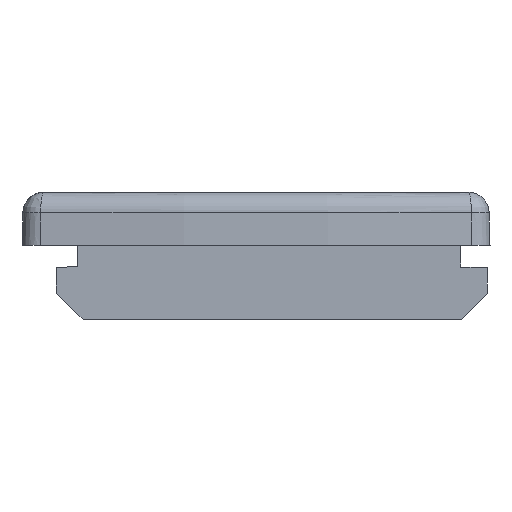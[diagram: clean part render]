
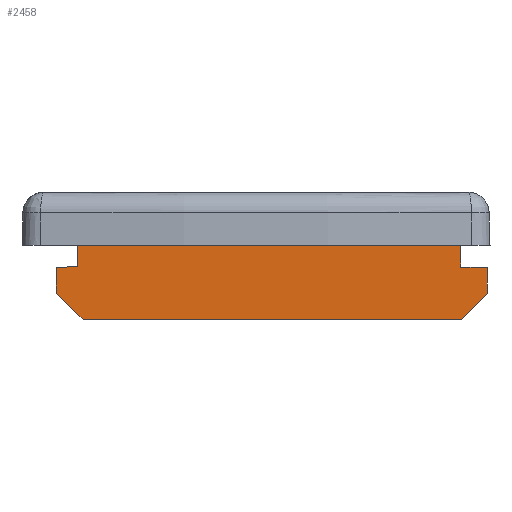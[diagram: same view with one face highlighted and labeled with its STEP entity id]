
A CAD part, front view. The second image highlights one B-rep face of the part: STEP entity #2458.
In plain terms, the highlighted planar face has unit normal (0, -1, 0).
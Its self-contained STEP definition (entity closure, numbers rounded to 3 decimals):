
#2390=AXIS2_PLACEMENT_3D('Plane Axis2P3D',#2387,#2388,#2389) ;
#50=CARTESIAN_POINT('Vertex',(41.341,14.987,0.)) ;
#53=CARTESIAN_POINT('Line Origine',(23.539,14.987,0.)) ;
#57=CARTESIAN_POINT('Vertex',(5.737,14.987,0.)) ;
#2368=CARTESIAN_POINT('Line Origine',(42.547,14.987,1.25)) ;
#2372=CARTESIAN_POINT('Vertex',(43.754,14.987,2.5)) ;
#2387=CARTESIAN_POINT('Axis2P3D Location',(43.974,14.987,7.)) ;
#2392=CARTESIAN_POINT('Line Origine',(43.733,14.987,3.706)) ;
#2396=CARTESIAN_POINT('Vertex',(43.712,14.987,4.913)) ;
#2399=CARTESIAN_POINT('Line Origine',(42.475,14.987,4.935)) ;
#2403=CARTESIAN_POINT('Vertex',(41.237,14.987,4.956)) ;
#2406=CARTESIAN_POINT('Line Origine',(41.237,14.987,5.978)) ;
#2410=CARTESIAN_POINT('Vertex',(41.237,14.987,7.)) ;
#2413=CARTESIAN_POINT('Line Origine',(23.237,14.987,7.)) ;
#2417=CARTESIAN_POINT('Vertex',(5.237,14.987,7.)) ;
#2420=CARTESIAN_POINT('Line Origine',(5.237,14.987,6.)) ;
#2424=CARTESIAN_POINT('Vertex',(5.237,14.987,5.)) ;
#2427=CARTESIAN_POINT('Line Origine',(4.237,14.987,4.965)) ;
#2431=CARTESIAN_POINT('Vertex',(3.237,14.987,4.93)) ;
#2434=CARTESIAN_POINT('Line Origine',(3.237,14.987,3.715)) ;
#2438=CARTESIAN_POINT('Vertex',(3.237,14.987,2.5)) ;
#2441=CARTESIAN_POINT('Line Origine',(4.487,14.987,1.25)) ;
#54=DIRECTION('Vector Direction',(-1.,0.,0.)) ;
#2369=DIRECTION('Vector Direction',(0.695,0.,0.719)) ;
#2388=DIRECTION('Axis2P3D Direction',(0.,-1.,0.)) ;
#2389=DIRECTION('Axis2P3D XDirection',(1.,0.,0.)) ;
#2393=DIRECTION('Vector Direction',(0.017,0.,-1.)) ;
#2400=DIRECTION('Vector Direction',(-1.,0.,0.017)) ;
#2407=DIRECTION('Vector Direction',(0.,0.,-1.)) ;
#2414=DIRECTION('Vector Direction',(-1.,0.,0.)) ;
#2421=DIRECTION('Vector Direction',(0.,0.,-1.)) ;
#2428=DIRECTION('Vector Direction',(0.999,0.,0.035)) ;
#2435=DIRECTION('Vector Direction',(0.,0.,1.)) ;
#2442=DIRECTION('Vector Direction',(0.707,0.,-0.707)) ;
#55=VECTOR('Line Direction',#54,1.) ;
#2370=VECTOR('Line Direction',#2369,1.) ;
#2394=VECTOR('Line Direction',#2393,1.) ;
#2401=VECTOR('Line Direction',#2400,1.) ;
#2408=VECTOR('Line Direction',#2407,1.) ;
#2415=VECTOR('Line Direction',#2414,1.) ;
#2422=VECTOR('Line Direction',#2421,1.) ;
#2429=VECTOR('Line Direction',#2428,1.) ;
#2436=VECTOR('Line Direction',#2435,1.) ;
#2443=VECTOR('Line Direction',#2442,1.) ;
#2447=ORIENTED_EDGE('',*,*,#59,.F.) ;
#2448=ORIENTED_EDGE('',*,*,#2374,.T.) ;
#2449=ORIENTED_EDGE('',*,*,#2398,.F.) ;
#2450=ORIENTED_EDGE('',*,*,#2405,.T.) ;
#2451=ORIENTED_EDGE('',*,*,#2412,.F.) ;
#2452=ORIENTED_EDGE('',*,*,#2419,.T.) ;
#2453=ORIENTED_EDGE('',*,*,#2426,.T.) ;
#2454=ORIENTED_EDGE('',*,*,#2433,.F.) ;
#2455=ORIENTED_EDGE('',*,*,#2440,.F.) ;
#2456=ORIENTED_EDGE('',*,*,#2445,.T.) ;
#2458=ADVANCED_FACE('CABTITE EP A 24/14 GY',(#2457),#2391,.T.) ;
#59=EDGE_CURVE('',#51,#58,#56,.T.) ;
#2374=EDGE_CURVE('',#51,#2373,#2371,.T.) ;
#2398=EDGE_CURVE('',#2397,#2373,#2395,.T.) ;
#2405=EDGE_CURVE('',#2397,#2404,#2402,.T.) ;
#2412=EDGE_CURVE('',#2411,#2404,#2409,.T.) ;
#2419=EDGE_CURVE('',#2411,#2418,#2416,.T.) ;
#2426=EDGE_CURVE('',#2418,#2425,#2423,.T.) ;
#2433=EDGE_CURVE('',#2432,#2425,#2430,.T.) ;
#2440=EDGE_CURVE('',#2439,#2432,#2437,.T.) ;
#2445=EDGE_CURVE('',#2439,#58,#2444,.T.) ;
#2446=EDGE_LOOP('',(#2447,#2448,#2449,#2450,#2451,#2452,#2453,#2454,#2455,#2456)) ;
#2457=FACE_OUTER_BOUND('',#2446,.T.) ;
#56=LINE('Line',#53,#55) ;
#2371=LINE('Line',#2368,#2370) ;
#2395=LINE('Line',#2392,#2394) ;
#2402=LINE('Line',#2399,#2401) ;
#2409=LINE('Line',#2406,#2408) ;
#2416=LINE('Line',#2413,#2415) ;
#2423=LINE('Line',#2420,#2422) ;
#2430=LINE('Line',#2427,#2429) ;
#2437=LINE('Line',#2434,#2436) ;
#2444=LINE('Line',#2441,#2443) ;
#2391=PLANE('',#2390) ;
#51=VERTEX_POINT('',#50) ;
#58=VERTEX_POINT('',#57) ;
#2373=VERTEX_POINT('',#2372) ;
#2397=VERTEX_POINT('',#2396) ;
#2404=VERTEX_POINT('',#2403) ;
#2411=VERTEX_POINT('',#2410) ;
#2418=VERTEX_POINT('',#2417) ;
#2425=VERTEX_POINT('',#2424) ;
#2432=VERTEX_POINT('',#2431) ;
#2439=VERTEX_POINT('',#2438) ;
